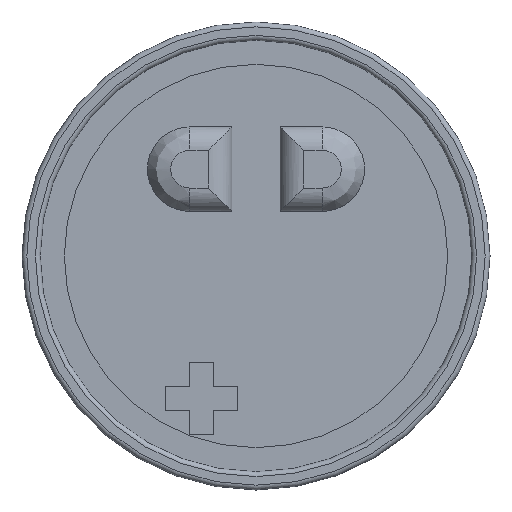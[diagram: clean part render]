
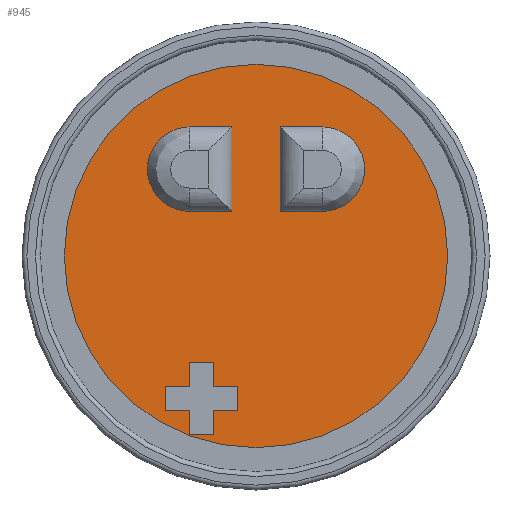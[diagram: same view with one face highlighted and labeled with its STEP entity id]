
A CAD part, front view. The second image highlights one B-rep face of the part: STEP entity #945.
In plain terms, the highlighted planar face has unit normal (0, -1, 0).
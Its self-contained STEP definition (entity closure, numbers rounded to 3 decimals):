
#17=LINE('',#1405,#65);
#18=LINE('',#1430,#66);
#20=LINE('',#1433,#68);
#23=LINE('',#1443,#71);
#26=LINE('',#1452,#74);
#27=LINE('',#1457,#75);
#28=LINE('',#1482,#76);
#29=LINE('',#1484,#77);
#30=LINE('',#1486,#78);
#31=LINE('',#1488,#79);
#32=LINE('',#1490,#80);
#33=LINE('',#1492,#81);
#34=LINE('',#1494,#82);
#35=LINE('',#1496,#83);
#36=LINE('',#1498,#84);
#37=LINE('',#1500,#85);
#38=LINE('',#1502,#86);
#39=LINE('',#1503,#87);
#65=VECTOR('',#1132,0.875);
#66=VECTOR('',#1143,0.875);
#68=VECTOR('',#1147,1.75);
#71=VECTOR('',#1156,1.75);
#74=VECTOR('',#1165,0.875);
#75=VECTOR('',#1172,0.875);
#76=VECTOR('',#1183,0.5);
#77=VECTOR('',#1184,0.5);
#78=VECTOR('',#1185,0.5);
#79=VECTOR('',#1186,0.5);
#80=VECTOR('',#1187,0.5);
#81=VECTOR('',#1188,0.5);
#82=VECTOR('',#1189,0.5);
#83=VECTOR('',#1190,0.5);
#84=VECTOR('',#1191,0.5);
#85=VECTOR('',#1192,0.5);
#86=VECTOR('',#1193,0.5);
#87=VECTOR('',#1194,0.5);
#147=PLANE('',#1020);
#212=FACE_BOUND('',#352,.T.);
#213=FACE_BOUND('',#353,.T.);
#214=FACE_BOUND('',#354,.T.);
#290=FACE_OUTER_BOUND('',#351,.T.);
#351=EDGE_LOOP('',(#757));
#352=EDGE_LOOP('',(#758,#759,#760,#761));
#353=EDGE_LOOP('',(#762,#763,#764,#765));
#354=EDGE_LOOP('',(#766,#767,#768,#769,#770,#771,#772,#773,#774,#775,#776,
#777));
#462=CIRCLE('',#1002,0.875);
#467=CIRCLE('',#1016,0.875);
#469=CIRCLE('',#1019,3.972);
#517=VERTEX_POINT('',#1398);
#520=VERTEX_POINT('',#1403);
#522=VERTEX_POINT('',#1422);
#524=VERTEX_POINT('',#1428);
#525=VERTEX_POINT('',#1436);
#528=VERTEX_POINT('',#1441);
#531=VERTEX_POINT('',#1451);
#532=VERTEX_POINT('',#1455);
#534=VERTEX_POINT('',#1477);
#535=VERTEX_POINT('',#1480);
#536=VERTEX_POINT('',#1481);
#537=VERTEX_POINT('',#1483);
#538=VERTEX_POINT('',#1485);
#539=VERTEX_POINT('',#1487);
#540=VERTEX_POINT('',#1489);
#541=VERTEX_POINT('',#1491);
#542=VERTEX_POINT('',#1493);
#543=VERTEX_POINT('',#1495);
#544=VERTEX_POINT('',#1497);
#545=VERTEX_POINT('',#1499);
#546=VERTEX_POINT('',#1501);
#609=EDGE_CURVE('',#520,#517,#17,.T.);
#611=EDGE_CURVE('',#522,#520,#462,.T.);
#614=EDGE_CURVE('',#524,#522,#18,.T.);
#616=EDGE_CURVE('',#517,#524,#20,.T.);
#621=EDGE_CURVE('',#528,#525,#23,.T.);
#625=EDGE_CURVE('',#525,#531,#26,.T.);
#628=EDGE_CURVE('',#532,#528,#27,.T.);
#629=EDGE_CURVE('',#531,#532,#467,.T.);
#631=EDGE_CURVE('',#534,#534,#469,.T.);
#632=EDGE_CURVE('',#535,#536,#28,.T.);
#633=EDGE_CURVE('',#537,#535,#29,.T.);
#634=EDGE_CURVE('',#538,#537,#30,.T.);
#635=EDGE_CURVE('',#539,#538,#31,.T.);
#636=EDGE_CURVE('',#540,#539,#32,.T.);
#637=EDGE_CURVE('',#541,#540,#33,.T.);
#638=EDGE_CURVE('',#542,#541,#34,.T.);
#639=EDGE_CURVE('',#543,#542,#35,.T.);
#640=EDGE_CURVE('',#544,#543,#36,.T.);
#641=EDGE_CURVE('',#545,#544,#37,.T.);
#642=EDGE_CURVE('',#546,#545,#38,.T.);
#643=EDGE_CURVE('',#536,#546,#39,.T.);
#757=ORIENTED_EDGE('',*,*,#631,.F.);
#758=ORIENTED_EDGE('',*,*,#625,.F.);
#759=ORIENTED_EDGE('',*,*,#621,.F.);
#760=ORIENTED_EDGE('',*,*,#628,.F.);
#761=ORIENTED_EDGE('',*,*,#629,.F.);
#762=ORIENTED_EDGE('',*,*,#614,.F.);
#763=ORIENTED_EDGE('',*,*,#616,.F.);
#764=ORIENTED_EDGE('',*,*,#609,.F.);
#765=ORIENTED_EDGE('',*,*,#611,.F.);
#766=ORIENTED_EDGE('',*,*,#632,.F.);
#767=ORIENTED_EDGE('',*,*,#633,.F.);
#768=ORIENTED_EDGE('',*,*,#634,.F.);
#769=ORIENTED_EDGE('',*,*,#635,.F.);
#770=ORIENTED_EDGE('',*,*,#636,.F.);
#771=ORIENTED_EDGE('',*,*,#637,.F.);
#772=ORIENTED_EDGE('',*,*,#638,.F.);
#773=ORIENTED_EDGE('',*,*,#639,.F.);
#774=ORIENTED_EDGE('',*,*,#640,.F.);
#775=ORIENTED_EDGE('',*,*,#641,.F.);
#776=ORIENTED_EDGE('',*,*,#642,.F.);
#777=ORIENTED_EDGE('',*,*,#643,.F.);
#945=ADVANCED_FACE('',(#290,#212,#213,#214),#147,.F.);
#1002=AXIS2_PLACEMENT_3D('',#1424,#1135,#1136);
#1016=AXIS2_PLACEMENT_3D('',#1473,#1173,#1174);
#1019=AXIS2_PLACEMENT_3D('',#1478,#1179,#1180);
#1020=AXIS2_PLACEMENT_3D('',#1479,#1181,#1182);
#1132=DIRECTION('',(-1.,0.,0.));
#1135=DIRECTION('center_axis',(0.,-1.,0.));
#1136=DIRECTION('ref_axis',(0.,0.,-1.));
#1143=DIRECTION('',(1.,0.,0.));
#1147=DIRECTION('',(0.,0.,-1.));
#1156=DIRECTION('',(0.,0.,1.));
#1165=DIRECTION('',(-1.,0.,0.));
#1172=DIRECTION('',(1.,0.,0.));
#1173=DIRECTION('center_axis',(0.,-1.,0.));
#1174=DIRECTION('ref_axis',(0.,0.,-1.));
#1179=DIRECTION('center_axis',(0.,1.,0.));
#1180=DIRECTION('ref_axis',(-1.,0.,0.));
#1181=DIRECTION('center_axis',(0.,1.,0.));
#1182=DIRECTION('ref_axis',(0.,0.,1.));
#1183=DIRECTION('',(0.,0.,-1.));
#1184=DIRECTION('',(-1.,0.,0.));
#1185=DIRECTION('',(0.,0.,-1.));
#1186=DIRECTION('',(-1.,0.,0.));
#1187=DIRECTION('',(0.,0.,1.));
#1188=DIRECTION('',(-1.,0.,0.));
#1189=DIRECTION('',(0.,0.,1.));
#1190=DIRECTION('',(1.,0.,0.));
#1191=DIRECTION('',(0.,0.,1.));
#1192=DIRECTION('',(1.,0.,0.));
#1193=DIRECTION('',(0.,0.,-1.));
#1194=DIRECTION('',(1.,0.,0.));
#1398=CARTESIAN_POINT('',(0.5,0.31,2.675));
#1403=CARTESIAN_POINT('',(1.375,0.31,2.675));
#1405=CARTESIAN_POINT('',(0.25,0.31,2.675));
#1422=CARTESIAN_POINT('',(1.375,0.31,0.925));
#1424=CARTESIAN_POINT('Origin',(1.375,0.31,1.8));
#1428=CARTESIAN_POINT('',(0.5,0.31,0.925));
#1430=CARTESIAN_POINT('',(0.688,0.31,0.925));
#1433=CARTESIAN_POINT('',(0.5,0.31,0.463));
#1436=CARTESIAN_POINT('',(-0.5,0.31,2.675));
#1441=CARTESIAN_POINT('',(-0.5,0.31,0.925));
#1443=CARTESIAN_POINT('',(-0.5,0.31,1.338));
#1451=CARTESIAN_POINT('',(-1.375,0.31,2.675));
#1452=CARTESIAN_POINT('',(-0.687,0.31,2.675));
#1455=CARTESIAN_POINT('',(-1.375,0.31,0.925));
#1457=CARTESIAN_POINT('',(-0.25,0.31,0.925));
#1473=CARTESIAN_POINT('Origin',(-1.375,0.31,1.8));
#1477=CARTESIAN_POINT('',(3.972,0.31,0.));
#1478=CARTESIAN_POINT('Origin',(0.,0.31,0.));
#1479=CARTESIAN_POINT('Origin',(0.,0.31,0.));
#1480=CARTESIAN_POINT('',(-1.875,0.31,-2.7));
#1481=CARTESIAN_POINT('',(-1.875,0.31,-3.2));
#1482=CARTESIAN_POINT('',(-1.875,0.31,-1.6));
#1483=CARTESIAN_POINT('',(-1.375,0.31,-2.7));
#1484=CARTESIAN_POINT('',(-0.938,0.31,-2.7));
#1485=CARTESIAN_POINT('',(-1.375,0.31,-2.2));
#1486=CARTESIAN_POINT('',(-1.375,0.31,-1.35));
#1487=CARTESIAN_POINT('',(-0.875,0.31,-2.2));
#1488=CARTESIAN_POINT('',(-0.688,0.31,-2.2));
#1489=CARTESIAN_POINT('',(-0.875,0.31,-2.7));
#1490=CARTESIAN_POINT('',(-0.875,0.31,-1.1));
#1491=CARTESIAN_POINT('',(-0.375,0.31,-2.7));
#1492=CARTESIAN_POINT('',(-0.438,0.31,-2.7));
#1493=CARTESIAN_POINT('',(-0.375,0.31,-3.2));
#1494=CARTESIAN_POINT('',(-0.375,0.31,-1.35));
#1495=CARTESIAN_POINT('',(-0.875,0.31,-3.2));
#1496=CARTESIAN_POINT('',(-0.188,0.31,-3.2));
#1497=CARTESIAN_POINT('',(-0.875,0.31,-3.7));
#1498=CARTESIAN_POINT('',(-0.875,0.31,-1.6));
#1499=CARTESIAN_POINT('',(-1.375,0.31,-3.7));
#1500=CARTESIAN_POINT('',(-0.438,0.31,-3.7));
#1501=CARTESIAN_POINT('',(-1.375,0.31,-3.2));
#1502=CARTESIAN_POINT('',(-1.375,0.31,-1.85));
#1503=CARTESIAN_POINT('',(-0.688,0.31,-3.2));
